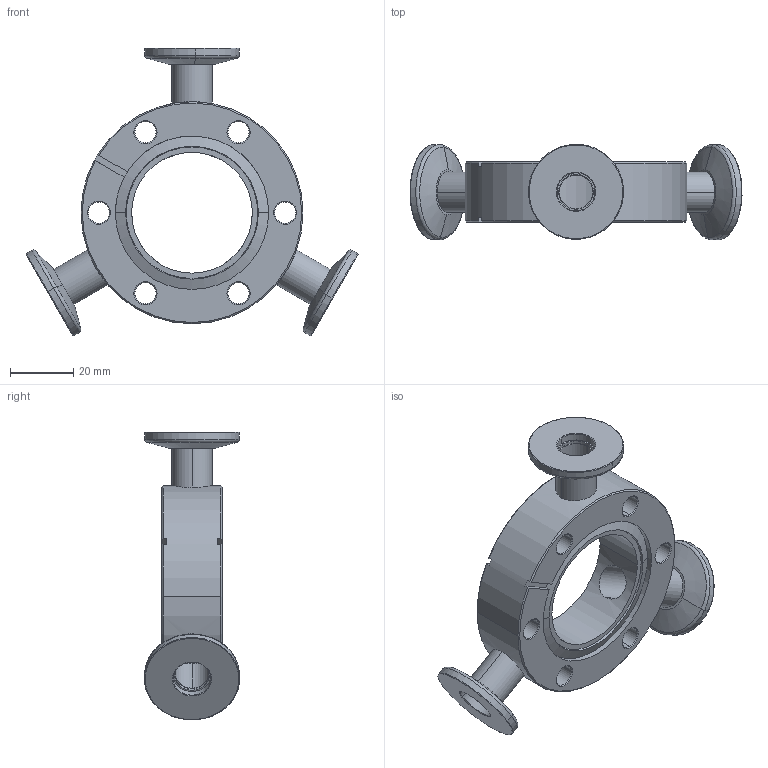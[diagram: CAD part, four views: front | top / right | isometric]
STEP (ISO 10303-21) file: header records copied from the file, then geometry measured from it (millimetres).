
FILE_DESCRIPTION (( 'STEP AP214' ), '1' );
FILE_NAME ('Hositrad_CF35-38DX3-10.STEP', '2017-05-17T09:27:04', ( 'Gebruiker' ), ( '' ), 'SwSTEP 2.0', 'SolidWorks 2017', '' );
FILE_SCHEMA (( 'AUTOMOTIVE_DESIGN' ));
Length unit declared in the file: millimetre
Products named in the file (4): Hositrad_CF35-38DX3-10; KF10WS-All_KF10-13; CF35-38-DX-All_15,4; NW35CF-Doublesided-bored_3xKF10
Assembly tree (7 placements, depth 2):
  Hositrad_CF35-38DX3-10
    CF35-38-DX-All_15,4  x3
    NW35CF-Doublesided-bored_3xKF10
    KF10WS-All_KF10-13  x3
Bounding box: 104.7 x 29.9 x 90.73 mm (x, y, z)
Volume: 49944.7 mm3; surface area: 23977.7 mm2
Topology: 7 solids, 7 shells, 173 faces, 386 edges, 236 vertices
Faces by surface type: cylinder 68, cone 56, plane 31, torus 18
Entity records: 3971 total; most frequent: CARTESIAN_POINT 1054, DIRECTION 644, ORIENTED_EDGE 532, AXIS2_PLACEMENT_3D 271, EDGE_CURVE 266, VERTEX_POINT 164, CIRCLE 148, EDGE_LOOP 142
